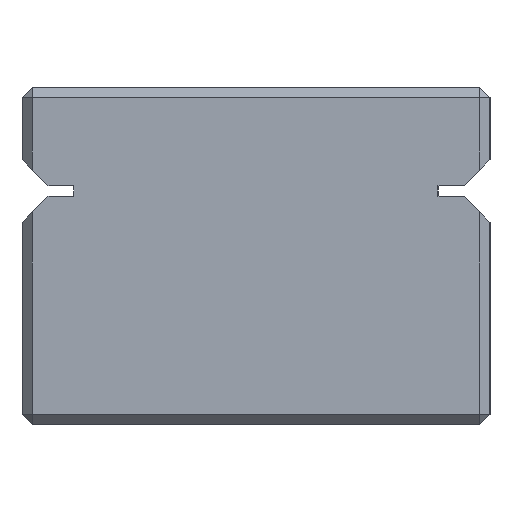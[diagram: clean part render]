
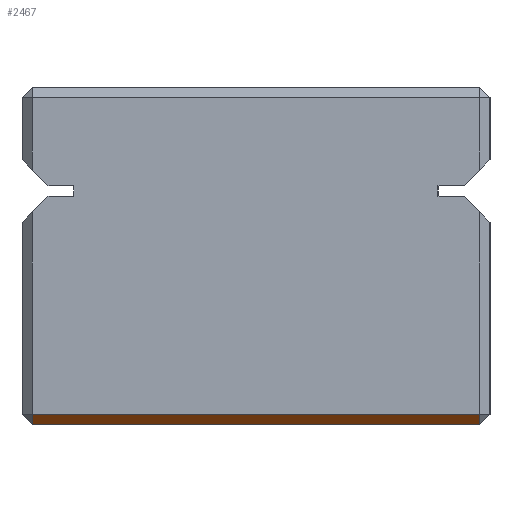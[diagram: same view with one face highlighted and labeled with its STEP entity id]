
A CAD part, left-side view. The second image highlights one B-rep face of the part: STEP entity #2467.
In plain terms, the highlighted planar face has unit normal (-0.707, 0, -0.707).
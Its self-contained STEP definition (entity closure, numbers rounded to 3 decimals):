
#232 = PLANE('',#233);
#233 = AXIS2_PLACEMENT_3D('',#234,#235,#236);
#234 = CARTESIAN_POINT('',(-150.,-4.5,0.));
#235 = DIRECTION('',(-1.,0.,0.));
#236 = DIRECTION('',(0.,1.,0.));
#328 = VERTEX_POINT('',#329);
#329 = CARTESIAN_POINT('',(-150.,4.3,0.2));
#343 = PLANE('',#344);
#344 = AXIS2_PLACEMENT_3D('',#345,#346,#347);
#345 = CARTESIAN_POINT('',(-150.,4.3,0.2));
#346 = DIRECTION('',(0.577,-0.577,0.577));
#347 = DIRECTION('',(0.,-0.707,-0.707
    ));
#406 = VERTEX_POINT('',#407);
#407 = CARTESIAN_POINT('',(-149.8,4.3,0.));
#421 = PLANE('',#422);
#422 = AXIS2_PLACEMENT_3D('',#423,#424,#425);
#423 = CARTESIAN_POINT('',(0.,0.,0.));
#424 = DIRECTION('',(-0.,-0.,-1.));
#425 = DIRECTION('',(-1.,0.,0.));
#898 = EDGE_CURVE('',#899,#328,#901,.T.);
#899 = VERTEX_POINT('',#900);
#900 = CARTESIAN_POINT('',(-150.,-4.3,0.2));
#901 = SURFACE_CURVE('',#902,(#906,#913),.PCURVE_S1.);
#902 = LINE('',#903,#904);
#903 = CARTESIAN_POINT('',(-150.,-4.5,0.2));
#904 = VECTOR('',#905,1.);
#905 = DIRECTION('',(0.,1.,0.));
#906 = PCURVE('',#232,#907);
#907 = DEFINITIONAL_REPRESENTATION('',(#908),#912);
#908 = LINE('',#909,#910);
#909 = CARTESIAN_POINT('',(0.,-0.2));
#910 = VECTOR('',#911,1.);
#911 = DIRECTION('',(1.,0.));
#912 = ( GEOMETRIC_REPRESENTATION_CONTEXT(2) 
PARAMETRIC_REPRESENTATION_CONTEXT() REPRESENTATION_CONTEXT('2D SPACE',''
  ) );
#913 = PCURVE('',#914,#919);
#914 = PLANE('',#915);
#915 = AXIS2_PLACEMENT_3D('',#916,#917,#918);
#916 = CARTESIAN_POINT('',(-149.9,-4.5,0.1));
#917 = DIRECTION('',(-0.707,-0.,-0.707));
#918 = DIRECTION('',(0.,-1.,0.));
#919 = DEFINITIONAL_REPRESENTATION('',(#920),#924);
#920 = LINE('',#921,#922);
#921 = CARTESIAN_POINT('',(-0.,0.141));
#922 = VECTOR('',#923,1.);
#923 = DIRECTION('',(-1.,0.));
#924 = ( GEOMETRIC_REPRESENTATION_CONTEXT(2) 
PARAMETRIC_REPRESENTATION_CONTEXT() REPRESENTATION_CONTEXT('2D SPACE',''
  ) );
#1251 = EDGE_CURVE('',#328,#406,#1252,.T.);
#1252 = SURFACE_CURVE('',#1253,(#1257,#1264),.PCURVE_S1.);
#1253 = LINE('',#1254,#1255);
#1254 = CARTESIAN_POINT('',(-149.95,4.3,0.15));
#1255 = VECTOR('',#1256,1.);
#1256 = DIRECTION('',(0.707,0.,-0.707));
#1257 = PCURVE('',#343,#1258);
#1258 = DEFINITIONAL_REPRESENTATION('',(#1259),#1263);
#1259 = LINE('',#1260,#1261);
#1260 = CARTESIAN_POINT('',(0.035,0.061));
#1261 = VECTOR('',#1262,1.);
#1262 = DIRECTION('',(0.5,0.866));
#1263 = ( GEOMETRIC_REPRESENTATION_CONTEXT(2) 
PARAMETRIC_REPRESENTATION_CONTEXT() REPRESENTATION_CONTEXT('2D SPACE',''
  ) );
#1264 = PCURVE('',#914,#1265);
#1265 = DEFINITIONAL_REPRESENTATION('',(#1266),#1270);
#1266 = LINE('',#1267,#1268);
#1267 = CARTESIAN_POINT('',(-8.8,0.071));
#1268 = VECTOR('',#1269,1.);
#1269 = DIRECTION('',(0.,-1.));
#1270 = ( GEOMETRIC_REPRESENTATION_CONTEXT(2) 
PARAMETRIC_REPRESENTATION_CONTEXT() REPRESENTATION_CONTEXT('2D SPACE',''
  ) );
#1300 = VERTEX_POINT('',#1301);
#1301 = CARTESIAN_POINT('',(-149.8,-4.3,0.));
#1327 = EDGE_CURVE('',#1300,#406,#1328,.T.);
#1328 = SURFACE_CURVE('',#1329,(#1333,#1340),.PCURVE_S1.);
#1329 = LINE('',#1330,#1331);
#1330 = CARTESIAN_POINT('',(-149.8,-4.5,0.));
#1331 = VECTOR('',#1332,1.);
#1332 = DIRECTION('',(0.,1.,0.));
#1333 = PCURVE('',#421,#1334);
#1334 = DEFINITIONAL_REPRESENTATION('',(#1335),#1339);
#1335 = LINE('',#1336,#1337);
#1336 = CARTESIAN_POINT('',(149.8,-4.5));
#1337 = VECTOR('',#1338,1.);
#1338 = DIRECTION('',(0.,1.));
#1339 = ( GEOMETRIC_REPRESENTATION_CONTEXT(2) 
PARAMETRIC_REPRESENTATION_CONTEXT() REPRESENTATION_CONTEXT('2D SPACE',''
  ) );
#1340 = PCURVE('',#914,#1341);
#1341 = DEFINITIONAL_REPRESENTATION('',(#1342),#1346);
#1342 = LINE('',#1343,#1344);
#1343 = CARTESIAN_POINT('',(-0.,-0.141));
#1344 = VECTOR('',#1345,1.);
#1345 = DIRECTION('',(-1.,0.));
#1346 = ( GEOMETRIC_REPRESENTATION_CONTEXT(2) 
PARAMETRIC_REPRESENTATION_CONTEXT() REPRESENTATION_CONTEXT('2D SPACE',''
  ) );
#2467 = ADVANCED_FACE('',(#2468),#914,.T.);
#2468 = FACE_BOUND('',#2469,.F.);
#2469 = EDGE_LOOP('',(#2470,#2496,#2497,#2498));
#2470 = ORIENTED_EDGE('',*,*,#2471,.T.);
#2471 = EDGE_CURVE('',#899,#1300,#2472,.T.);
#2472 = SURFACE_CURVE('',#2473,(#2477,#2484),.PCURVE_S1.);
#2473 = LINE('',#2474,#2475);
#2474 = CARTESIAN_POINT('',(-149.95,-4.3,0.15));
#2475 = VECTOR('',#2476,1.);
#2476 = DIRECTION('',(0.707,0.,-0.707));
#2477 = PCURVE('',#914,#2478);
#2478 = DEFINITIONAL_REPRESENTATION('',(#2479),#2483);
#2479 = LINE('',#2480,#2481);
#2480 = CARTESIAN_POINT('',(-0.2,0.071));
#2481 = VECTOR('',#2482,1.);
#2482 = DIRECTION('',(0.,-1.));
#2483 = ( GEOMETRIC_REPRESENTATION_CONTEXT(2) 
PARAMETRIC_REPRESENTATION_CONTEXT() REPRESENTATION_CONTEXT('2D SPACE',''
  ) );
#2484 = PCURVE('',#2485,#2490);
#2485 = PLANE('',#2486);
#2486 = AXIS2_PLACEMENT_3D('',#2487,#2488,#2489);
#2487 = CARTESIAN_POINT('',(-150.,-4.3,0.2));
#2488 = DIRECTION('',(-0.577,-0.577,-0.577));
#2489 = DIRECTION('',(0.,0.707,-0.707)
  );
#2490 = DEFINITIONAL_REPRESENTATION('',(#2491),#2495);
#2491 = LINE('',#2492,#2493);
#2492 = CARTESIAN_POINT('',(0.035,0.061));
#2493 = VECTOR('',#2494,1.);
#2494 = DIRECTION('',(0.5,0.866));
#2495 = ( GEOMETRIC_REPRESENTATION_CONTEXT(2) 
PARAMETRIC_REPRESENTATION_CONTEXT() REPRESENTATION_CONTEXT('2D SPACE',''
  ) );
#2496 = ORIENTED_EDGE('',*,*,#1327,.T.);
#2497 = ORIENTED_EDGE('',*,*,#1251,.F.);
#2498 = ORIENTED_EDGE('',*,*,#898,.F.);
